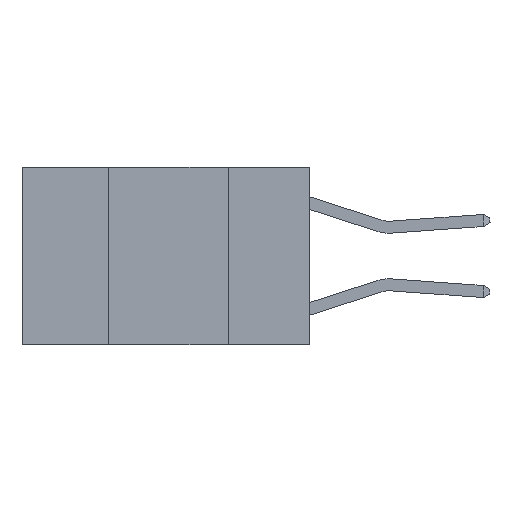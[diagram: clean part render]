
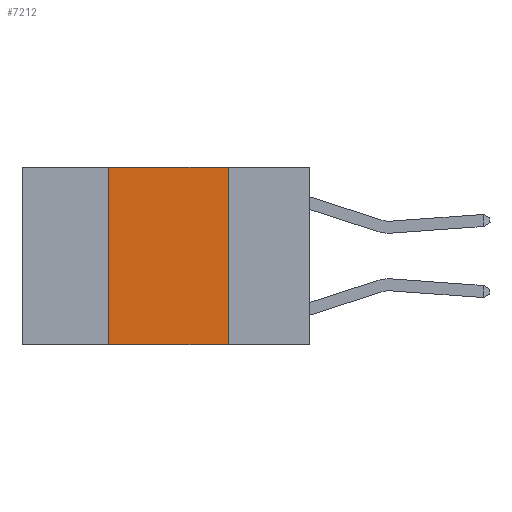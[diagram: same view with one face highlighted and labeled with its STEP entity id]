
A CAD part, left-side view. The second image highlights one B-rep face of the part: STEP entity #7212.
In plain terms, the highlighted planar face has unit normal (-1, 0, 0).
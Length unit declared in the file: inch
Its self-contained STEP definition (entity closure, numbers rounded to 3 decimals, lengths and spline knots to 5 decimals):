
#800 = VERTEX_POINT ( 'NONE', #9901 ) ;
#827 = ORIENTED_EDGE ( 'NONE', *, *, #14807, .F. ) ;
#1155 = VECTOR ( 'NONE', #1167, 39.37008 ) ;
#1167 = DIRECTION ( 'NONE',  ( 0., -1., 0. ) ) ;
#1520 = DIRECTION ( 'NONE',  ( 0., 0., 1. ) ) ;
#1853 = EDGE_CURVE ( 'NONE', #7443, #10770, #10699, .T. ) ;
#2901 = EDGE_CURVE ( 'NONE', #2988, #800, #9785, .T. ) ;
#2988 = VERTEX_POINT ( 'NONE', #8732 ) ;
#3035 = EDGE_CURVE ( 'NONE', #2988, #10770, #4560, .T. ) ;
#3774 = CARTESIAN_POINT ( 'NONE',  ( 0., 0.17, 0. ) ) ;
#4393 = ORIENTED_EDGE ( 'NONE', *, *, #2901, .F. ) ;
#4560 = LINE ( 'NONE', #7679, #10295 ) ;
#5730 = PLANE ( 'NONE',  #7795 ) ;
#6222 = CARTESIAN_POINT ( 'NONE',  ( 0., 0.42, 0. ) ) ;
#6709 = CARTESIAN_POINT ( 'NONE',  ( 0., 0.17, -0.37 ) ) ;
#7115 = VECTOR ( 'NONE', #1520, 39.37008 ) ;
#7212 = ADVANCED_FACE ( 'NONE', ( #12479 ), #5730, .F. ) ;
#7443 = VERTEX_POINT ( 'NONE', #3774 ) ;
#7679 = CARTESIAN_POINT ( 'NONE',  ( 0., 0.6, -0.37 ) ) ;
#7730 = VECTOR ( 'NONE', #8810, 39.37008 ) ;
#7795 = AXIS2_PLACEMENT_3D ( 'NONE', #13527, #14631, #8052 ) ;
#8052 = DIRECTION ( 'NONE',  ( 0., 0., -1. ) ) ;
#8195 = LINE ( 'NONE', #14820, #1155 ) ;
#8248 = ORIENTED_EDGE ( 'NONE', *, *, #3035, .T. ) ;
#8518 = EDGE_LOOP ( 'NONE', ( #12736, #827, #4393, #8248 ) ) ;
#8732 = CARTESIAN_POINT ( 'NONE',  ( 0., 0.42, -0.37 ) ) ;
#8810 = DIRECTION ( 'NONE',  ( 0., 0., -1. ) ) ;
#9785 = LINE ( 'NONE', #6222, #7115 ) ;
#9901 = CARTESIAN_POINT ( 'NONE',  ( 0., 0.42, 0. ) ) ;
#10295 = VECTOR ( 'NONE', #13205, 39.37008 ) ;
#10699 = LINE ( 'NONE', #11044, #7730 ) ;
#10770 = VERTEX_POINT ( 'NONE', #6709 ) ;
#11044 = CARTESIAN_POINT ( 'NONE',  ( 0., 0.17, 0. ) ) ;
#12479 = FACE_OUTER_BOUND ( 'NONE', #8518, .T. ) ;
#12736 = ORIENTED_EDGE ( 'NONE', *, *, #1853, .F. ) ;
#13205 = DIRECTION ( 'NONE',  ( 0., -1., 0. ) ) ;
#13527 = CARTESIAN_POINT ( 'NONE',  ( 0., 0.6, 0. ) ) ;
#14631 = DIRECTION ( 'NONE',  ( 1., 0., 0. ) ) ;
#14807 = EDGE_CURVE ( 'NONE', #800, #7443, #8195, .T. ) ;
#14820 = CARTESIAN_POINT ( 'NONE',  ( 0., 0.6, 0. ) ) ;
